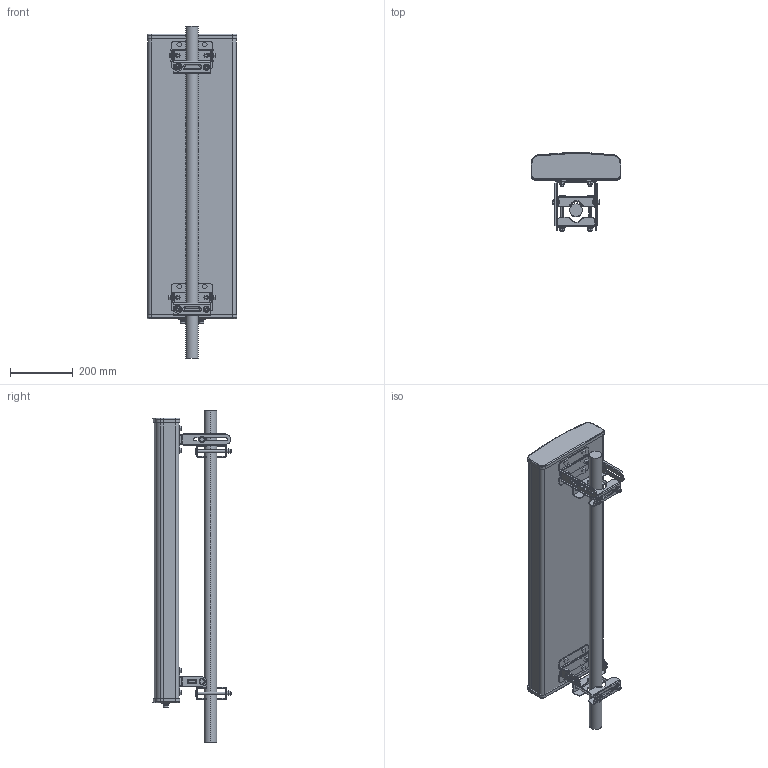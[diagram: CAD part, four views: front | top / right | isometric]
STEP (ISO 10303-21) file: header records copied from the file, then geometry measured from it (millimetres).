
FILE_DESCRIPTION (( 'STEP AP214' ), '1' );
FILE_NAME ('HG2358-18XP-065-2NF_3D.STEP', '2022-06-06T19:31:58', ( '' ), ( '' ), 'SwSTEP 2.0', 'SolidWorks 2021', '' );
FILE_SCHEMA (( 'AUTOMOTIVE_DESIGN' ));
Length unit declared in the file: inch
Products named in the file (5): BBT-3338PA19D035_CONNECTORS_2; HG2364-14DP-065-8NF_M8 flange nut; HG2358-18XP-065-2NF_SECTOR; HG2358-18XP-065-2NF_BRACKET ASSY; HG2358-18XP-065-2NF_3D
Assembly tree (7 placements, depth 2):
  HG2358-18XP-065-2NF_3D
    HG2358-18XP-065-2NF_SECTOR
    HG2358-18XP-065-2NF_BRACKET ASSY
    HG2364-14DP-065-8NF_M8 flange nut  x4
    BBT-3338PA19D035_CONNECTORS_2
Bounding box: 286 x 248.74 x 1056 mm (x, y, z)
Volume: 21424719.8 mm3; surface area: 1140088.2 mm2
Topology: 46 solids, 46 shells, 1174 faces, 2978 edges, 1958 vertices
Faces by surface type: plane 719, cylinder 363, bspline 54, cone 38
Entity records: 35849 total; most frequent: CARTESIAN_POINT 6942, DIRECTION 5856, ORIENTED_EDGE 5812, EDGE_CURVE 2906, VECTOR 2048, LINE 2048, VERTEX_POINT 1910, AXIS2_PLACEMENT_3D 1904
